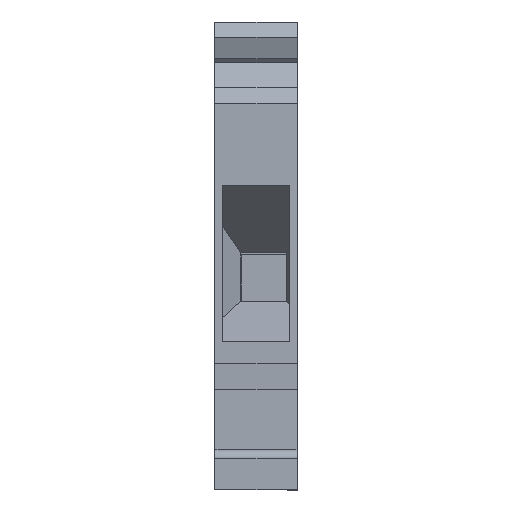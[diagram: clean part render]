
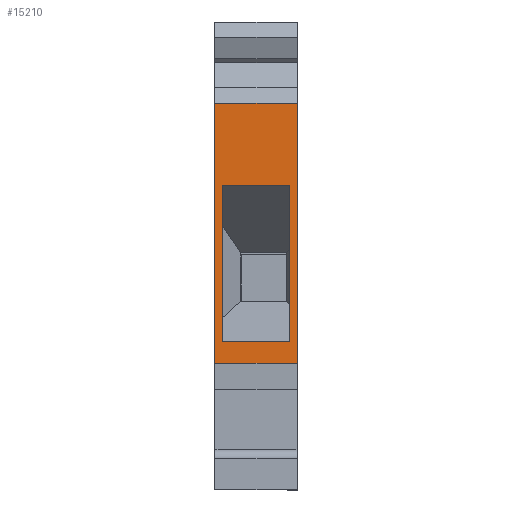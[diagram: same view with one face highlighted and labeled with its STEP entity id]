
A CAD part, front view. The second image highlights one B-rep face of the part: STEP entity #15210.
In plain terms, the highlighted face is planar.
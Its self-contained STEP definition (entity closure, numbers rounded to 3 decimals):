
#1650=CARTESIAN_POINT('',(-51.75,32.429,
0.));
#1660=VERTEX_POINT('',#1650);
#1690=CARTESIAN_POINT('',(-51.75,3.669,
0.));
#1700=DIRECTION('',(0.,1.,0.));
#1710=VECTOR('',#1700,1.);
#1720=LINE('',#1690,#1710);
#1730=CARTESIAN_POINT('',(-51.75,6.6,
0.));
#1740=VERTEX_POINT('',#1730);
#1750=EDGE_CURVE('',#1740,#1660,#1720,.T.);
#5740=CARTESIAN_POINT('',(-51.75,6.6,
8.15));
#5750=VERTEX_POINT('',#5740);
#5780=CARTESIAN_POINT('',(-51.75,3.669,
8.15));
#5790=DIRECTION('',(0.,1.,0.));
#5800=VECTOR('',#5790,1.);
#5810=LINE('',#5780,#5800);
#5820=CARTESIAN_POINT('',(-51.75,32.429,
8.15));
#5830=VERTEX_POINT('',#5820);
#5840=EDGE_CURVE('',#5750,#5830,#5810,.T.);
#14530=CARTESIAN_POINT('',(-51.75,6.6,
0.));
#14540=DIRECTION('',(0.,0.,1.));
#14550=VECTOR('',#14540,1.);
#14560=LINE('',#14530,#14550);
#14570=EDGE_CURVE('',#1740,#5750,#14560,.T.);
#14710=CARTESIAN_POINT('',(-51.75,32.429,
0.));
#14720=DIRECTION('',(1.,0.,0.));
#14730=DIRECTION('',(0.,1.,0.));
#14740=AXIS2_PLACEMENT_3D('',#14710,#14720,#14730);
#14750=PLANE('',#14740);
#14760=ORIENTED_EDGE('',*,*,#1750,.F.);
#14770=CARTESIAN_POINT('',(-51.75,32.429,
0.));
#14780=DIRECTION('',(0.,0.,1.));
#14790=VECTOR('',#14780,1.);
#14800=LINE('',#14770,#14790);
#14810=EDGE_CURVE('',#1660,#5830,#14800,.T.);
#14820=ORIENTED_EDGE('',*,*,#14810,.F.);
#14830=ORIENTED_EDGE('',*,*,#5840,.T.);
#14840=ORIENTED_EDGE('',*,*,#14570,.T.);
#14850=EDGE_LOOP('',(#14840,#14830,#14820,#14760));
#14860=FACE_OUTER_BOUND('',#14850,.T.);
#14870=CARTESIAN_POINT('',(-51.75,24.222,
0.));
#14880=DIRECTION('',(0.,0.,-1.));
#14890=VECTOR('',#14880,1.);
#14900=LINE('',#14870,#14890);
#14910=CARTESIAN_POINT('',(-51.75,24.222,
7.45));
#14920=VERTEX_POINT('',#14910);
#14930=CARTESIAN_POINT('',(-51.75,24.222,
0.7));
#14940=VERTEX_POINT('',#14930);
#14950=EDGE_CURVE('',#14920,#14940,#14900,.T.);
#14960=ORIENTED_EDGE('',*,*,#14950,.F.);
#14970=CARTESIAN_POINT('',(-51.75,19.165,
0.7));
#14980=DIRECTION('',(0.,-1.,0.));
#14990=VECTOR('',#14980,1.);
#15000=LINE('',#14970,#14990);
#15010=CARTESIAN_POINT('',(-51.75,8.797,
0.7));
#15020=VERTEX_POINT('',#15010);
#15030=EDGE_CURVE('',#14940,#15020,#15000,.T.);
#15040=ORIENTED_EDGE('',*,*,#15030,.F.);
#15050=CARTESIAN_POINT('',(-51.75,8.797,
0.));
#15060=DIRECTION('',(0.,0.,1.));
#15070=VECTOR('',#15060,1.);
#15080=LINE('',#15050,#15070);
#15090=CARTESIAN_POINT('',(-51.75,8.797,
7.45));
#15100=VERTEX_POINT('',#15090);
#15110=EDGE_CURVE('',#15020,#15100,#15080,.T.);
#15120=ORIENTED_EDGE('',*,*,#15110,.F.);
#15130=CARTESIAN_POINT('',(-51.75,19.165,
7.45));
#15140=DIRECTION('',(0.,1.,0.));
#15150=VECTOR('',#15140,1.);
#15160=LINE('',#15130,#15150);
#15170=EDGE_CURVE('',#15100,#14920,#15160,.T.);
#15180=ORIENTED_EDGE('',*,*,#15170,.F.);
#15190=EDGE_LOOP('',(#15180,#15120,#15040,#14960));
#15200=FACE_BOUND('',#15190,.T.);
#15210=ADVANCED_FACE('',(#14860,#15200),#14750,.F.);
